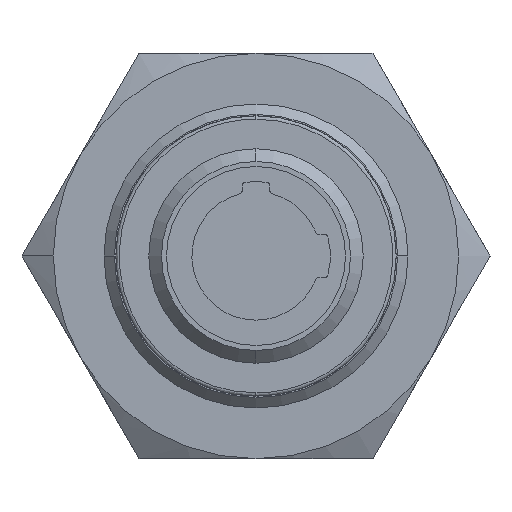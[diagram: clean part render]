
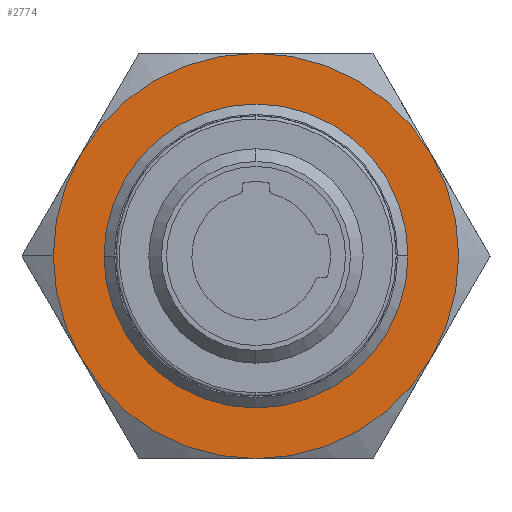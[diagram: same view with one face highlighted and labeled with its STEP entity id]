
A CAD part, left-side view. The second image highlights one B-rep face of the part: STEP entity #2774.
In plain terms, the highlighted planar face has unit normal (-1, 0, 0).
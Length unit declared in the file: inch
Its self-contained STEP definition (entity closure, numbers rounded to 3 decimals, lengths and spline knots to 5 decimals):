
#135 = EDGE_LOOP ( 'NONE', ( #5576, #1985 ) ) ;
#181 = EDGE_CURVE ( 'NONE', #2825, #3662, #3227, .T. ) ;
#248 = CARTESIAN_POINT ( 'NONE',  ( 1.41732, 0., 0. ) ) ;
#280 = DIRECTION ( 'NONE',  ( 1., 0., 0. ) ) ;
#445 = CARTESIAN_POINT ( 'NONE',  ( 1.41732, 0.40915, -0.23622 ) ) ;
#447 = CIRCLE ( 'NONE', #3445, 0.35433 ) ;
#559 = CIRCLE ( 'NONE', #6115, 0.47244 ) ;
#629 = FACE_BOUND ( 'NONE', #135, .T. ) ;
#670 = AXIS2_PLACEMENT_3D ( 'NONE', #4937, #5905, #1998 ) ;
#760 = CIRCLE ( 'NONE', #5571, 0.35433 ) ;
#815 = CIRCLE ( 'NONE', #3029, 0.47244 ) ;
#925 = AXIS2_PLACEMENT_3D ( 'NONE', #5219, #280, #3709 ) ;
#961 = CARTESIAN_POINT ( 'NONE',  ( 1.41732, -0.40915, 0.23622 ) ) ;
#962 = CARTESIAN_POINT ( 'NONE',  ( 1.41732, 0., 0. ) ) ;
#988 = VERTEX_POINT ( 'NONE', #4249 ) ;
#1116 = EDGE_CURVE ( 'NONE', #4285, #5443, #6327, .T. ) ;
#1339 = CIRCLE ( 'NONE', #6099, 0.47244 ) ;
#1368 = CARTESIAN_POINT ( 'NONE',  ( 1.41732, 0., 0. ) ) ;
#1474 = FACE_OUTER_BOUND ( 'NONE', #6112, .T. ) ;
#1509 = DIRECTION ( 'NONE',  ( 0., 1., 0. ) ) ;
#1628 = DIRECTION ( 'NONE',  ( 1., 0., 0. ) ) ;
#1645 = DIRECTION ( 'NONE',  ( 0., 0., 1. ) ) ;
#1831 = ORIENTED_EDGE ( 'NONE', *, *, #5758, .F. ) ;
#1985 = ORIENTED_EDGE ( 'NONE', *, *, #2188, .F. ) ;
#1998 = DIRECTION ( 'NONE',  ( 0., 0., 1. ) ) ;
#2006 = ORIENTED_EDGE ( 'NONE', *, *, #4977, .F. ) ;
#2188 = EDGE_CURVE ( 'NONE', #4594, #2229, #760, .T. ) ;
#2191 = DIRECTION ( 'NONE',  ( 0., 0., 1. ) ) ;
#2229 = VERTEX_POINT ( 'NONE', #4390 ) ;
#2324 = CARTESIAN_POINT ( 'NONE',  ( 1.41732, 0., 0.47244 ) ) ;
#2585 = EDGE_CURVE ( 'NONE', #4815, #2825, #815, .T. ) ;
#2612 = AXIS2_PLACEMENT_3D ( 'NONE', #5559, #4584, #1645 ) ;
#2774 = ADVANCED_FACE ( 'NONE', ( #1474, #629 ), #5108, .F. ) ;
#2825 = VERTEX_POINT ( 'NONE', #2324 ) ;
#2994 = ORIENTED_EDGE ( 'NONE', *, *, #6061, .F. ) ;
#3029 = AXIS2_PLACEMENT_3D ( 'NONE', #962, #3444, #4396 ) ;
#3052 = AXIS2_PLACEMENT_3D ( 'NONE', #4256, #3314, #5701 ) ;
#3144 = VERTEX_POINT ( 'NONE', #4066 ) ;
#3227 = CIRCLE ( 'NONE', #670, 0.47244 ) ;
#3285 = EDGE_CURVE ( 'NONE', #2229, #4594, #447, .T. ) ;
#3314 = DIRECTION ( 'NONE',  ( 1., 0., 0. ) ) ;
#3444 = DIRECTION ( 'NONE',  ( 1., 0., 0. ) ) ;
#3445 = AXIS2_PLACEMENT_3D ( 'NONE', #248, #5634, #6107 ) ;
#3480 = CARTESIAN_POINT ( 'NONE',  ( 1.41732, 0., 0. ) ) ;
#3582 = CARTESIAN_POINT ( 'NONE',  ( 1.41732, 0., 0. ) ) ;
#3662 = VERTEX_POINT ( 'NONE', #961 ) ;
#3709 = DIRECTION ( 'NONE',  ( 0., 0., 1. ) ) ;
#3812 = DIRECTION ( 'NONE',  ( 1., 0., 0. ) ) ;
#3876 = DIRECTION ( 'NONE',  ( 0., 1., 0. ) ) ;
#3913 = ORIENTED_EDGE ( 'NONE', *, *, #5278, .F. ) ;
#3966 = CARTESIAN_POINT ( 'NONE',  ( 1.41732, 0., 0.35433 ) ) ;
#4066 = CARTESIAN_POINT ( 'NONE',  ( 1.41732, -0.40915, -0.23622 ) ) ;
#4249 = CARTESIAN_POINT ( 'NONE',  ( 1.41732, 0.47244, 0. ) ) ;
#4256 = CARTESIAN_POINT ( 'NONE',  ( 1.41732, 0., 0. ) ) ;
#4285 = VERTEX_POINT ( 'NONE', #4970 ) ;
#4314 = DIRECTION ( 'NONE',  ( 0., 0., -1. ) ) ;
#4390 = CARTESIAN_POINT ( 'NONE',  ( 1.41732, 0., -0.35433 ) ) ;
#4396 = DIRECTION ( 'NONE',  ( 0., 0., 1. ) ) ;
#4469 = DIRECTION ( 'NONE',  ( 1., 0., 0. ) ) ;
#4584 = DIRECTION ( 'NONE',  ( 1., 0., 0. ) ) ;
#4594 = VERTEX_POINT ( 'NONE', #3966 ) ;
#4637 = CIRCLE ( 'NONE', #3052, 0.47244 ) ;
#4751 = DIRECTION ( 'NONE',  ( -1., 0., 0. ) ) ;
#4815 = VERTEX_POINT ( 'NONE', #6063 ) ;
#4937 = CARTESIAN_POINT ( 'NONE',  ( 1.41732, 0., 0. ) ) ;
#4970 = CARTESIAN_POINT ( 'NONE',  ( 1.41732, 0., -0.47244 ) ) ;
#4977 = EDGE_CURVE ( 'NONE', #988, #4815, #1339, .T. ) ;
#5108 = PLANE ( 'NONE',  #2612 ) ;
#5219 = CARTESIAN_POINT ( 'NONE',  ( 1.41732, 0., 0. ) ) ;
#5278 = EDGE_CURVE ( 'NONE', #3662, #3144, #4637, .T. ) ;
#5349 = CARTESIAN_POINT ( 'NONE',  ( 1.41732, 0., 0. ) ) ;
#5443 = VERTEX_POINT ( 'NONE', #445 ) ;
#5559 = CARTESIAN_POINT ( 'NONE',  ( 1.41732, -0.47244, 0. ) ) ;
#5571 = AXIS2_PLACEMENT_3D ( 'NONE', #1368, #4751, #4314 ) ;
#5576 = ORIENTED_EDGE ( 'NONE', *, *, #3285, .F. ) ;
#5634 = DIRECTION ( 'NONE',  ( -1., 0., 0. ) ) ;
#5663 = ORIENTED_EDGE ( 'NONE', *, *, #2585, .F. ) ;
#5701 = DIRECTION ( 'NONE',  ( 0., 1., 0. ) ) ;
#5742 = ORIENTED_EDGE ( 'NONE', *, *, #1116, .F. ) ;
#5758 = EDGE_CURVE ( 'NONE', #3144, #4285, #5772, .T. ) ;
#5772 = CIRCLE ( 'NONE', #6027, 0.47244 ) ;
#5808 = ORIENTED_EDGE ( 'NONE', *, *, #181, .F. ) ;
#5905 = DIRECTION ( 'NONE',  ( 1., 0., 0. ) ) ;
#6027 = AXIS2_PLACEMENT_3D ( 'NONE', #3582, #1628, #2191 ) ;
#6061 = EDGE_CURVE ( 'NONE', #5443, #988, #559, .T. ) ;
#6063 = CARTESIAN_POINT ( 'NONE',  ( 1.41732, 0.40915, 0.23622 ) ) ;
#6099 = AXIS2_PLACEMENT_3D ( 'NONE', #3480, #4469, #1509 ) ;
#6107 = DIRECTION ( 'NONE',  ( 0., 0., -1. ) ) ;
#6112 = EDGE_LOOP ( 'NONE', ( #3913, #5808, #5663, #2006, #2994, #5742, #1831 ) ) ;
#6115 = AXIS2_PLACEMENT_3D ( 'NONE', #5349, #3812, #3876 ) ;
#6327 = CIRCLE ( 'NONE', #925, 0.47244 ) ;
